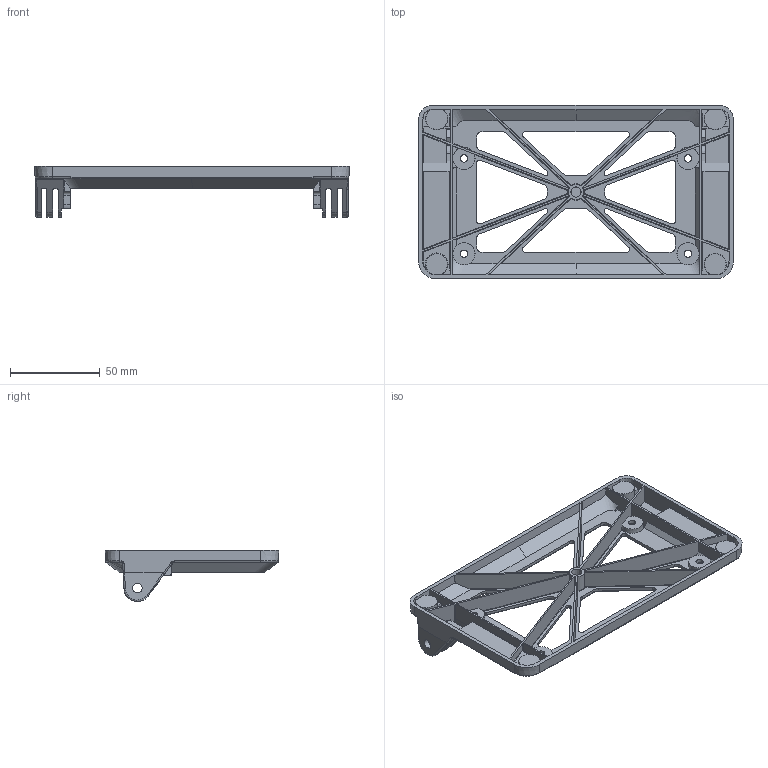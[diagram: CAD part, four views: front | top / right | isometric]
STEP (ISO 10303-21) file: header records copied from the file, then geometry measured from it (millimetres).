
FILE_DESCRIPTION (( 'STEP AP203' ), '1' );
FILE_NAME ('standx .STEP', '2017-02-21T11:21:52', ( '' ), ( '' ), 'SwSTEP 2.0', 'SolidWorks 2016', '' );
FILE_SCHEMA (( 'CONFIG_CONTROL_DESIGN' ));
Length unit declared in the file: millimetre
Products named in the file (1): standx 
Bounding box: 175.91 x 97 x 28.5 mm (x, y, z)
Volume: 47785.5 mm3; surface area: 52237.1 mm2
Topology: 1 solids, 1 shells, 679 faces, 1784 edges, 1128 vertices
Faces by surface type: plane 223, cylinder 181, bspline 134, cone 79, torus 37, sphere 25
Entity records: 26402 total; most frequent: CARTESIAN_POINT 11114, ORIENTED_EDGE 3568, DIRECTION 2744, EDGE_CURVE 1784, VERTEX_POINT 1128, AXIS2_PLACEMENT_3D 999, VECTOR 746, LINE 746
